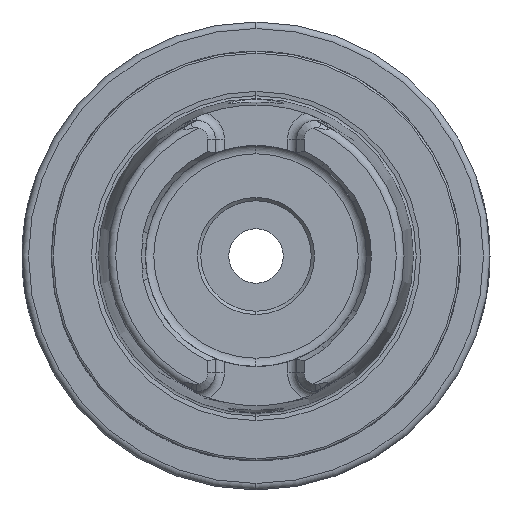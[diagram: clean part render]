
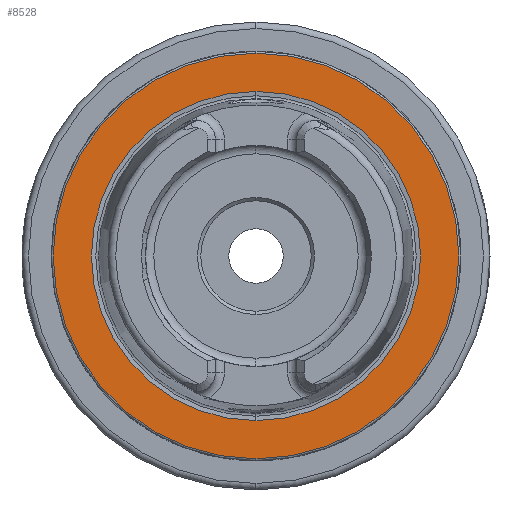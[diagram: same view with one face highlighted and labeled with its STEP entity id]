
A CAD part, left-side view. The second image highlights one B-rep face of the part: STEP entity #8528.
In plain terms, the highlighted planar face has unit normal (-1, 0, 0).
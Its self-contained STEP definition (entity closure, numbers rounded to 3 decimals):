
#329 = ORIENTED_EDGE ( 'NONE', *, *, #8479, .F. ) ;
#330 = ORIENTED_EDGE ( 'NONE', *, *, #8151, .F. ) ;
#331 = ORIENTED_EDGE ( 'NONE', *, *, #8137, .T. ) ;
#400 = ORIENTED_EDGE ( 'NONE', *, *, #8471, .T. ) ;
#622 = EDGE_LOOP ( 'NONE', ( #330, #329 ) ) ;
#627 = EDGE_LOOP ( 'NONE', ( #400, #331 ) ) ;
#2659 = AXIS2_PLACEMENT_3D ( 'NONE', #9444, #9445, #9446 ) ;
#2669 = AXIS2_PLACEMENT_3D ( 'NONE', #7334, #7335, #7336 ) ;
#2788 = AXIS2_PLACEMENT_3D ( 'NONE', #5930, #5931, #5932 ) ;
#2793 = AXIS2_PLACEMENT_3D ( 'NONE', #5948, #5949, #5950 ) ;
#2839 = AXIS2_PLACEMENT_3D ( 'NONE', #6101, #6110, #6111 ) ;
#2985 = CARTESIAN_POINT ( 'NONE',  ( 0., 0., -31.2 ) ) ;
#3516 = FACE_OUTER_BOUND ( 'NONE', #627, .T. ) ;
#3574 = FACE_BOUND ( 'NONE', #622, .T. ) ;
#4015 = CIRCLE ( 'NONE', #2669, 25.324 ) ;
#4076 = CIRCLE ( 'NONE', #2659, 31.2 ) ;
#5930 = CARTESIAN_POINT ( 'NONE',  ( 0., 0., 0. ) ) ;
#5931 = DIRECTION ( 'NONE',  ( -1., 0., 0. ) ) ;
#5932 = DIRECTION ( 'NONE',  ( 0., 0., 1. ) ) ;
#5948 = CARTESIAN_POINT ( 'NONE',  ( 0., 0., 0. ) ) ;
#5949 = DIRECTION ( 'NONE',  ( -1., 0., 0. ) ) ;
#5950 = DIRECTION ( 'NONE',  ( 0., 0., 1. ) ) ;
#6101 = CARTESIAN_POINT ( 'NONE',  ( 0., 31.2, 0. ) ) ;
#6105 = PLANE ( 'NONE',  #2839 ) ;
#6110 = DIRECTION ( 'NONE',  ( 1., 0., 0. ) ) ;
#6111 = DIRECTION ( 'NONE',  ( 0., 0., -1. ) ) ;
#6461 = CIRCLE ( 'NONE', #2793, 25.324 ) ;
#6470 = CIRCLE ( 'NONE', #2788, 31.2 ) ;
#6604 = VERTEX_POINT ( 'NONE', #2985 ) ;
#6648 = VERTEX_POINT ( 'NONE', #7626 ) ;
#6657 = VERTEX_POINT ( 'NONE', #7632 ) ;
#6667 = VERTEX_POINT ( 'NONE', #7641 ) ;
#7334 = CARTESIAN_POINT ( 'NONE',  ( 0., 0., 0. ) ) ;
#7335 = DIRECTION ( 'NONE',  ( -1., 0., 0. ) ) ;
#7336 = DIRECTION ( 'NONE',  ( 0., 0., 1. ) ) ;
#7626 = CARTESIAN_POINT ( 'NONE',  ( 0., 0., -25.324 ) ) ;
#7632 = CARTESIAN_POINT ( 'NONE',  ( 0., 0., 25.324 ) ) ;
#7641 = CARTESIAN_POINT ( 'NONE',  ( 0., 0., 31.2 ) ) ;
#8137 = EDGE_CURVE ( 'NONE', #6604, #6667, #4076, .T. ) ;
#8151 = EDGE_CURVE ( 'NONE', #6657, #6648, #4015, .T. ) ;
#8471 = EDGE_CURVE ( 'NONE', #6667, #6604, #6470, .T. ) ;
#8479 = EDGE_CURVE ( 'NONE', #6648, #6657, #6461, .T. ) ;
#8528 = ADVANCED_FACE ( 'NONE', ( #3574, #3516 ), #6105, .F. ) ;
#9444 = CARTESIAN_POINT ( 'NONE',  ( 0., 0., 0. ) ) ;
#9445 = DIRECTION ( 'NONE',  ( -1., 0., 0. ) ) ;
#9446 = DIRECTION ( 'NONE',  ( 0., 0., 1. ) ) ;
